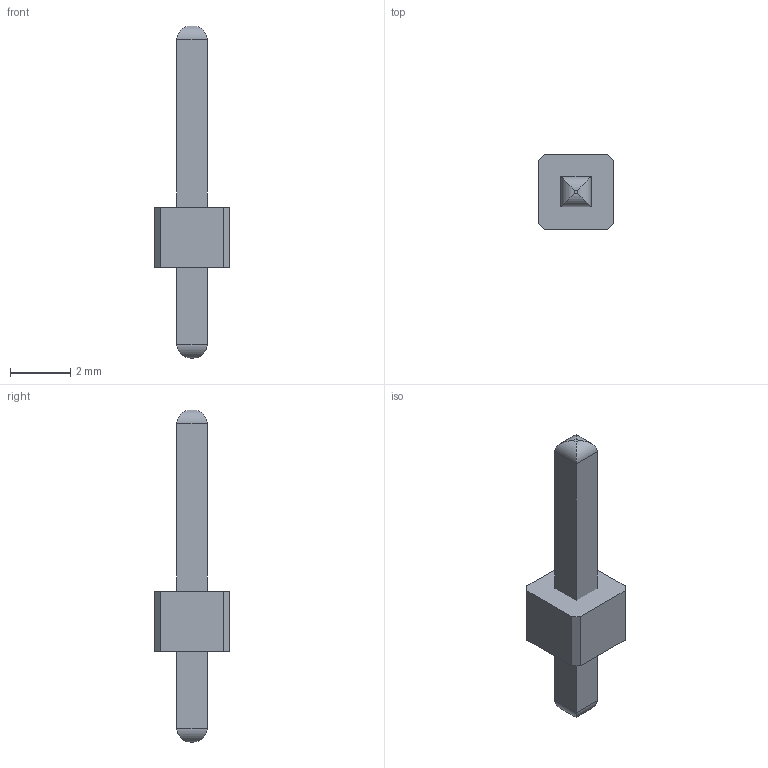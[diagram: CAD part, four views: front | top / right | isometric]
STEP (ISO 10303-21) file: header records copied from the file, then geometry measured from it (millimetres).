
FILE_DESCRIPTION(/* description */ ('','CAx-IF Rec.Pracs.---Representation and Presentation of Product Manufacturing Information (PMI)---4.0---2014-10-13'),/* implementation_level */ '2;1');
FILE_NAME(/* name */ 'Male Pin Header.step',/* time_stamp */ '2025-01-05T01:19:23+05:30',/* author */ (''),/* organization */ (''),/* preprocessor_version */ 'ST-DEVELOPER v20',/* originating_system */ 'Autodesk Translation Framework v13.20.0.188',/* authorisation */ '');
FILE_SCHEMA (('AP242_MANAGED_MODEL_BASED_3D_ENGINEERING_MIM_LF { 1 0 10303 442 1 1 4 }'));
Length unit declared in the file: millimetre
Products named in the file (1): Male Pin Header
Bounding box: 2.5 x 2.5 x 11 mm (x, y, z)
Volume: 23.1 mm3; surface area: 75.6 mm2
Topology: 2 solids, 2 shells, 24 faces, 52 edges, 32 vertices
Faces by surface type: plane 16, cylinder 8
Entity records: 686 total; most frequent: DIRECTION 110, CARTESIAN_POINT 109, ORIENTED_EDGE 104, EDGE_CURVE 52, LINE 44, VECTOR 44, AXIS2_PLACEMENT_3D 33, VERTEX_POINT 32
